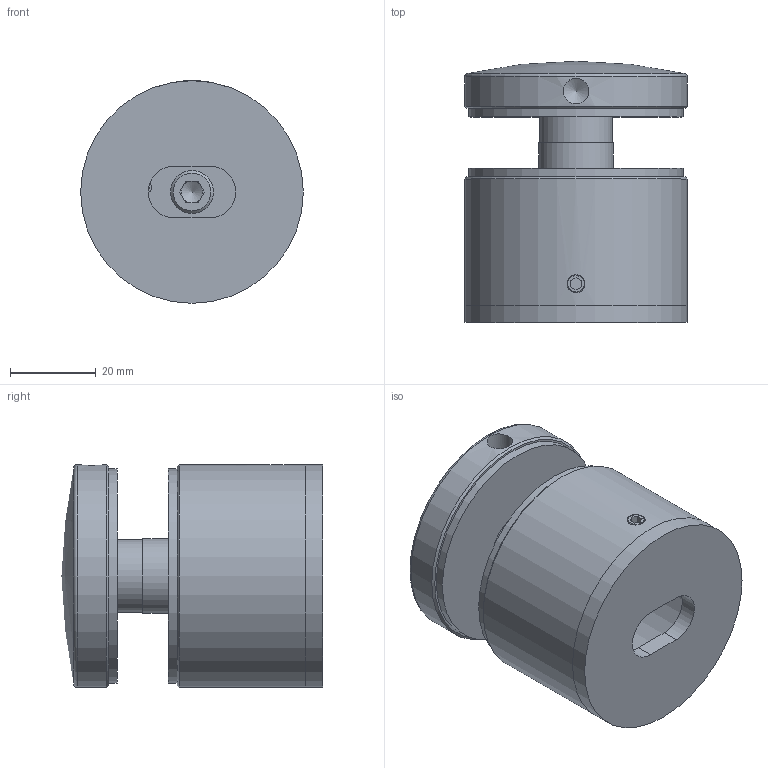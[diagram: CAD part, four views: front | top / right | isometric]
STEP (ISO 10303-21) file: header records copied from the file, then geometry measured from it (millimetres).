
FILE_DESCRIPTION (( 'STEP AP203' ), '1' );
FILE_NAME ('60250-V4A.step', '2020-06-05T06:38:32', ( '' ), ( '' ), 'SwSTEP 2.0', 'SolidWorks 2015', '' );
FILE_SCHEMA (( 'CONFIG_CONTROL_DESIGN' ));
Length unit declared in the file: millimetre
Products named in the file (18): 60250-XXX Teil2; 60250-XXX Teil1_60250-V4A Teil1; 60250-XXX Teil6_60250-XXX Teil6; 60250-XXX Teil2_60250-V4A Teil2; 60250-XXX Teil3; 60250-V4A; 60250-XXX Teil5_60250-XXX Teil5; 60250-XXX Teil3_60250-V4A Teil3; 60250-XXX Teil4; DIN914_DIN 914 M5x4; 60250-XXX Teil5; 60250-XXX Teil6; DIN913; 60250-XXX Teil1; DIN914; 60250-XXX Teil4_60250-XXX Teil4; DIN913_DIN 913 M10x45
Assembly tree (10 placements, depth 2):
  60250-XXX Teil2
  60250-XXX Teil3
  60250-V4A
    DIN913
    DIN914
  60250-XXX Teil4
  60250-XXX Teil5
Bounding box: 52 x 61 x 52 mm (x, y, z)
Volume: 80319.9 mm3; surface area: 38869.5 mm2
Topology: 8 solids, 8 shells, 360 faces, 899 edges, 594 vertices
Faces by surface type: plane 198, bspline 112, cylinder 26, cone 21, torus 2, sphere 1
Full cylindrical faces by diameter (mm): 4 x2, 4.2 x1, 5 x1, 6 x1, 8.5 x2, 10 x1, 10.5 x2, 14 x2, 17 x1, 17.5 x1, 36 x1, 41 x1, 43.5 x1, 45 x1, 45.5 x1, 50 x2, 52 x3
Entity records: 20655 total; most frequent: CARTESIAN_POINT 11314, ORIENTED_EDGE 1678, DIRECTION 1212, EDGE_CURVE 839, VERTEX_POINT 579, LINE 540, VECTOR 540, EDGE_LOOP 456
